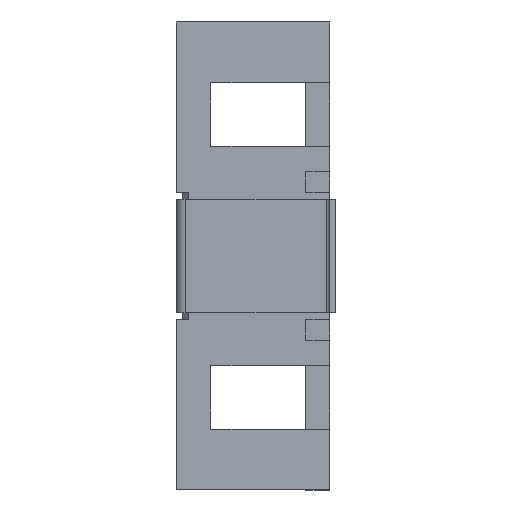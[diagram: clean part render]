
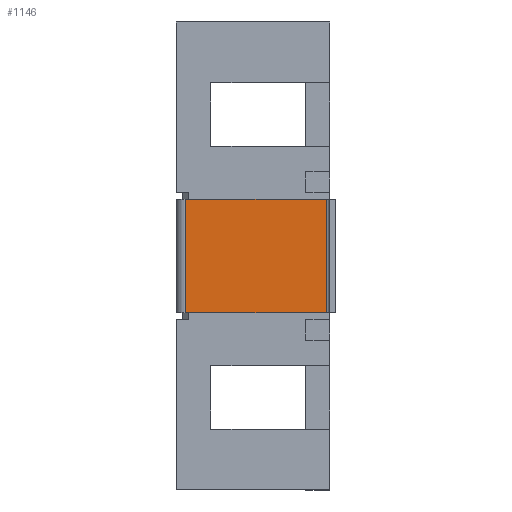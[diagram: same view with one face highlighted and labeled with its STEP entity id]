
A CAD part, left-side view. The second image highlights one B-rep face of the part: STEP entity #1146.
In plain terms, the highlighted planar face has unit normal (-1, 0, 0).
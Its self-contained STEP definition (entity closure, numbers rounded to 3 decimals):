
#85 = LINE ( 'NONE', #2243, #2037 ) ;
#371 = VERTEX_POINT ( 'NONE', #5166 ) ;
#497 = DIRECTION ( 'NONE',  ( 0., 0., -1. ) ) ;
#647 = CARTESIAN_POINT ( 'NONE',  ( -9.345, 4.63, 1.785 ) ) ;
#690 = VERTEX_POINT ( 'NONE', #1360 ) ;
#929 = DIRECTION ( 'NONE',  ( 1., 0., 0. ) ) ;
#1004 = ORIENTED_EDGE ( 'NONE', *, *, #5250, .T. ) ;
#1095 = EDGE_CURVE ( 'NONE', #371, #4758, #85, .T. ) ;
#1146 = ADVANCED_FACE ( 'NONE', ( #3547 ), #1353, .F. ) ;
#1193 = ORIENTED_EDGE ( 'NONE', *, *, #5619, .F. ) ;
#1281 = VECTOR ( 'NONE', #2394, 1000. ) ;
#1353 = PLANE ( 'NONE',  #3879 ) ;
#1360 = CARTESIAN_POINT ( 'NONE',  ( -9.345, 0.1, 1.785 ) ) ;
#1388 = EDGE_LOOP ( 'NONE', ( #1421, #1004, #1193, #2075 ) ) ;
#1421 = ORIENTED_EDGE ( 'NONE', *, *, #3796, .T. ) ;
#1689 = LINE ( 'NONE', #4775, #2675 ) ;
#1714 = VERTEX_POINT ( 'NONE', #2241 ) ;
#2037 = VECTOR ( 'NONE', #4063, 1000. ) ;
#2075 = ORIENTED_EDGE ( 'NONE', *, *, #1095, .F. ) ;
#2241 = CARTESIAN_POINT ( 'NONE',  ( -9.345, 4.53, 1.785 ) ) ;
#2243 = CARTESIAN_POINT ( 'NONE',  ( -9.345, 4.63, -1.785 ) ) ;
#2323 = VECTOR ( 'NONE', #3967, 1000. ) ;
#2394 = DIRECTION ( 'NONE',  ( 0., 1., 0. ) ) ;
#2675 = VECTOR ( 'NONE', #4675, 1000. ) ;
#2706 = LINE ( 'NONE', #3909, #2323 ) ;
#3106 = CARTESIAN_POINT ( 'NONE',  ( -9.345, 4.63, -1.785 ) ) ;
#3547 = FACE_OUTER_BOUND ( 'NONE', #1388, .T. ) ;
#3796 = EDGE_CURVE ( 'NONE', #371, #690, #2706, .T. ) ;
#3879 = AXIS2_PLACEMENT_3D ( 'NONE', #3106, #929, #497 ) ;
#3909 = CARTESIAN_POINT ( 'NONE',  ( -9.345, 0.1, -1.785 ) ) ;
#3967 = DIRECTION ( 'NONE',  ( 0., 0., 1. ) ) ;
#4063 = DIRECTION ( 'NONE',  ( 0., 1., 0. ) ) ;
#4675 = DIRECTION ( 'NONE',  ( 0., 0., 1. ) ) ;
#4758 = VERTEX_POINT ( 'NONE', #4986 ) ;
#4775 = CARTESIAN_POINT ( 'NONE',  ( -9.345, 4.53, -1.785 ) ) ;
#4986 = CARTESIAN_POINT ( 'NONE',  ( -9.345, 4.53, -1.785 ) ) ;
#5166 = CARTESIAN_POINT ( 'NONE',  ( -9.345, 0.1, -1.785 ) ) ;
#5250 = EDGE_CURVE ( 'NONE', #690, #1714, #5585, .T. ) ;
#5585 = LINE ( 'NONE', #647, #1281 ) ;
#5619 = EDGE_CURVE ( 'NONE', #4758, #1714, #1689, .T. ) ;
